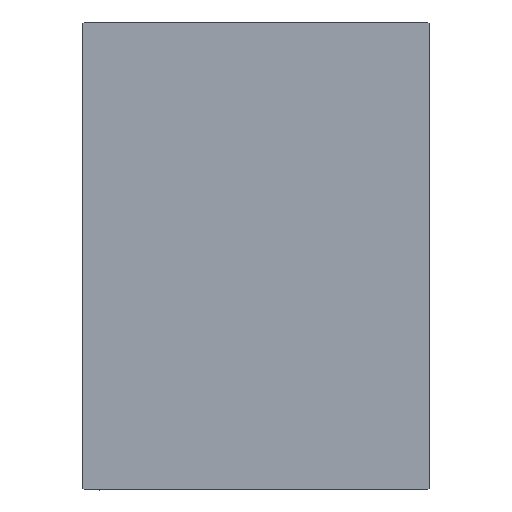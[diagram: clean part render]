
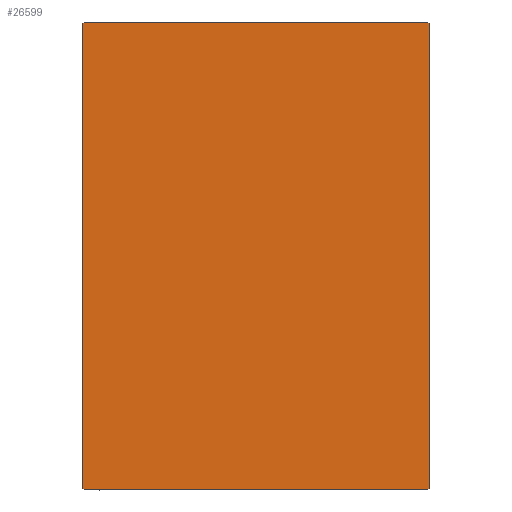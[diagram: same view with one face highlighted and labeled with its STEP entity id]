
A CAD part, left-side view. The second image highlights one B-rep face of the part: STEP entity #26599.
In plain terms, the highlighted face is planar.
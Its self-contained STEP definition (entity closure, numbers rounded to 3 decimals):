
#312 = EDGE_CURVE ( 'NONE', #23273, #36992, #18942, .T. ) ;
#935 = VERTEX_POINT ( 'NONE', #23551 ) ;
#1071 = CARTESIAN_POINT ( 'NONE',  ( 88., 31.5, -42.5 ) ) ;
#1200 = EDGE_CURVE ( 'NONE', #36992, #30858, #27837, .T. ) ;
#2265 = CARTESIAN_POINT ( 'NONE',  ( 88., -31.5, 42.5 ) ) ;
#2548 = LINE ( 'NONE', #29702, #5249 ) ;
#2854 = VECTOR ( 'NONE', #33919, 1000. ) ;
#4602 = LINE ( 'NONE', #27001, #10483 ) ;
#5249 = VECTOR ( 'NONE', #22954, 1000. ) ;
#6739 = CARTESIAN_POINT ( 'NONE',  ( 88., -31.2, -42.5 ) ) ;
#7055 = CARTESIAN_POINT ( 'NONE',  ( 88., -31.2, 42.5 ) ) ;
#8189 = FACE_OUTER_BOUND ( 'NONE', #20286, .T. ) ;
#8379 = CARTESIAN_POINT ( 'NONE',  ( 88., 31.2, 42.5 ) ) ;
#9169 = VECTOR ( 'NONE', #30680, 1000. ) ;
#9975 = VERTEX_POINT ( 'NONE', #36481 ) ;
#10483 = VECTOR ( 'NONE', #40481, 1000. ) ;
#14069 = ORIENTED_EDGE ( 'NONE', *, *, #27504, .T. ) ;
#14952 = EDGE_CURVE ( 'NONE', #24987, #26616, #31919, .T. ) ;
#15347 = ORIENTED_EDGE ( 'NONE', *, *, #42776, .T. ) ;
#15502 = DIRECTION ( 'NONE',  ( 0., 0., -1. ) ) ;
#15804 = DIRECTION ( 'NONE',  ( 0., -0.707, -0.707 ) ) ;
#16098 = DIRECTION ( 'NONE',  ( 0., 0.707, -0.707 ) ) ;
#17065 = ORIENTED_EDGE ( 'NONE', *, *, #37600, .T. ) ;
#17603 = CARTESIAN_POINT ( 'NONE',  ( 88., -31.5, -42.5 ) ) ;
#17607 = VECTOR ( 'NONE', #16098, 1000. ) ;
#18229 = ORIENTED_EDGE ( 'NONE', *, *, #14952, .T. ) ;
#18614 = CARTESIAN_POINT ( 'NONE',  ( 88., 0., 0. ) ) ;
#18731 = LINE ( 'NONE', #21132, #34923 ) ;
#18761 = LINE ( 'NONE', #2265, #20945 ) ;
#18940 = ORIENTED_EDGE ( 'NONE', *, *, #37799, .T. ) ;
#18942 = LINE ( 'NONE', #38965, #17607 ) ;
#19093 = AXIS2_PLACEMENT_3D ( 'NONE', #18614, #27991, #38641 ) ;
#19686 = EDGE_CURVE ( 'NONE', #26616, #23273, #18761, .T. ) ;
#20286 = EDGE_LOOP ( 'NONE', ( #40663, #15347, #18940, #14069, #17065, #18229, #24458, #28102 ) ) ;
#20945 = VECTOR ( 'NONE', #15502, 1000. ) ;
#21132 = CARTESIAN_POINT ( 'NONE',  ( 88., 36.85, -36.85 ) ) ;
#22636 = DIRECTION ( 'NONE',  ( 0., 0.707, 0.707 ) ) ;
#22954 = DIRECTION ( 'NONE',  ( 0., -0.707, 0.707 ) ) ;
#23273 = VERTEX_POINT ( 'NONE', #33094 ) ;
#23551 = CARTESIAN_POINT ( 'NONE',  ( 88., 31.5, 42.2 ) ) ;
#24458 = ORIENTED_EDGE ( 'NONE', *, *, #19686, .T. ) ;
#24987 = VERTEX_POINT ( 'NONE', #7055 ) ;
#26010 = CARTESIAN_POINT ( 'NONE',  ( 88., -31.5, 42.2 ) ) ;
#26198 = CARTESIAN_POINT ( 'NONE',  ( 88., 31.2, -42.5 ) ) ;
#26599 = ADVANCED_FACE ( 'NONE', ( #8189 ), #35169, .T. ) ;
#26616 = VERTEX_POINT ( 'NONE', #26010 ) ;
#27001 = CARTESIAN_POINT ( 'NONE',  ( 88., 31.5, 42.5 ) ) ;
#27504 = EDGE_CURVE ( 'NONE', #935, #30715, #2548, .T. ) ;
#27837 = LINE ( 'NONE', #17603, #9169 ) ;
#27991 = DIRECTION ( 'NONE',  ( 1., 0., 0. ) ) ;
#28102 = ORIENTED_EDGE ( 'NONE', *, *, #312, .T. ) ;
#29702 = CARTESIAN_POINT ( 'NONE',  ( 88., 36.85, 36.85 ) ) ;
#30680 = DIRECTION ( 'NONE',  ( 0., 1., 0. ) ) ;
#30715 = VERTEX_POINT ( 'NONE', #8379 ) ;
#30858 = VERTEX_POINT ( 'NONE', #26198 ) ;
#31919 = LINE ( 'NONE', #35404, #41273 ) ;
#33094 = CARTESIAN_POINT ( 'NONE',  ( 88., -31.5, -42.2 ) ) ;
#33919 = DIRECTION ( 'NONE',  ( 0., 0., 1. ) ) ;
#34923 = VECTOR ( 'NONE', #22636, 1000. ) ;
#35169 = PLANE ( 'NONE',  #19093 ) ;
#35404 = CARTESIAN_POINT ( 'NONE',  ( 88., -36.85, 36.85 ) ) ;
#36481 = CARTESIAN_POINT ( 'NONE',  ( 88., 31.5, -42.2 ) ) ;
#36955 = LINE ( 'NONE', #1071, #2854 ) ;
#36992 = VERTEX_POINT ( 'NONE', #6739 ) ;
#37600 = EDGE_CURVE ( 'NONE', #30715, #24987, #4602, .T. ) ;
#37799 = EDGE_CURVE ( 'NONE', #9975, #935, #36955, .T. ) ;
#38641 = DIRECTION ( 'NONE',  ( 0., 0., -1. ) ) ;
#38965 = CARTESIAN_POINT ( 'NONE',  ( 88., -36.85, -36.85 ) ) ;
#40481 = DIRECTION ( 'NONE',  ( 0., -1., 0. ) ) ;
#40663 = ORIENTED_EDGE ( 'NONE', *, *, #1200, .T. ) ;
#41273 = VECTOR ( 'NONE', #15804, 1000. ) ;
#42776 = EDGE_CURVE ( 'NONE', #30858, #9975, #18731, .T. ) ;
